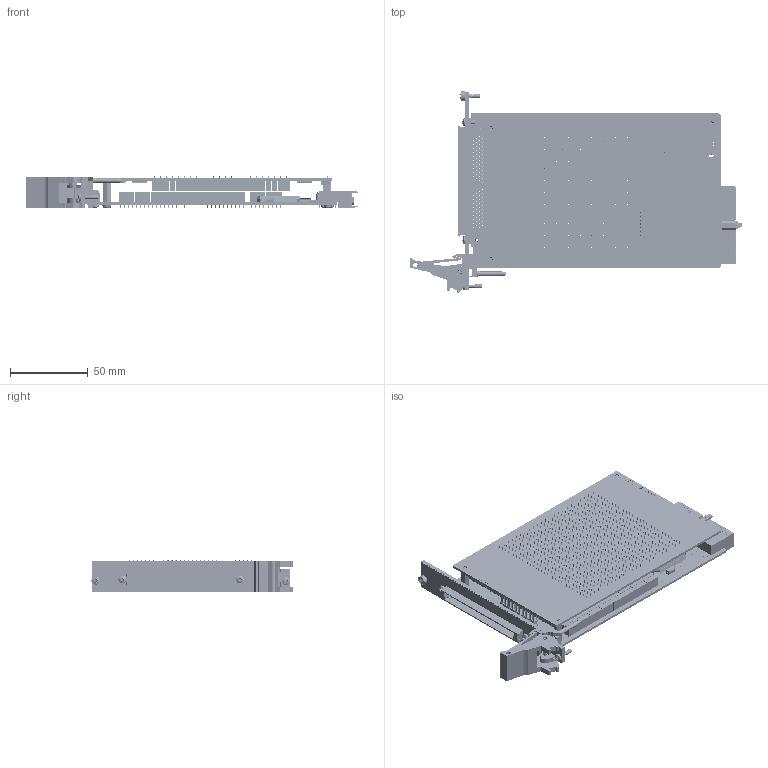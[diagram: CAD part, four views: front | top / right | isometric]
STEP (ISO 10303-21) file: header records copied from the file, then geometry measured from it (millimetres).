
FILE_DESCRIPTION (( 'STEP AP214' ), '1' );
FILE_NAME ('40-535-021 PXI Single 92x4 Matrix 1 Pole.STEP', '2013-08-29T14:57:47', ( 'admin' ), ( '' ), 'SwSTEP 2.0', 'SolidWorks 2012', '' );
FILE_SCHEMA (( 'AUTOMOTIVE_DESIGN' ));
Length unit declared in the file: millimetre
Products named in the file (1): 40-535-021 PXI Single 92x4 Matrix 1 Pole
Bounding box: 214.01 x 129.67 x 21.15 mm (x, y, z)
Surface area: 111731.3 mm2 (no closed solid volume)
Topology: 0 solids, 2351 shells, 7243 faces, 26511 edges, 20878 vertices
Faces by surface type: plane 4093, cylinder 3037, bspline 48, cone 32, torus 26, sphere 7
Full cylindrical faces by diameter (mm): 0.278 x2, 0.381 x10, 0.5 x1491, 0.6 x110, 0.7 x91, 0.762 x477, 0.8 x420, 1.4 x23, 1.496 x2, 2 x5, 2.16 x1, 2.5 x10, 2.6 x3, 2.8 x1, 3 x3, 5 x7, 5.3 x1, 5.5 x1, 6 x1
Entity records: 349243 total; most frequent: CARTESIAN_POINT 60890, DIRECTION 43835, ORIENTED_EDGE 29674, EDGE_CURVE 21901, VERTEX_POINT 18994, AXIS2_PLACEMENT_3D 15559, EDGE_LOOP 13661, LINE 12717
